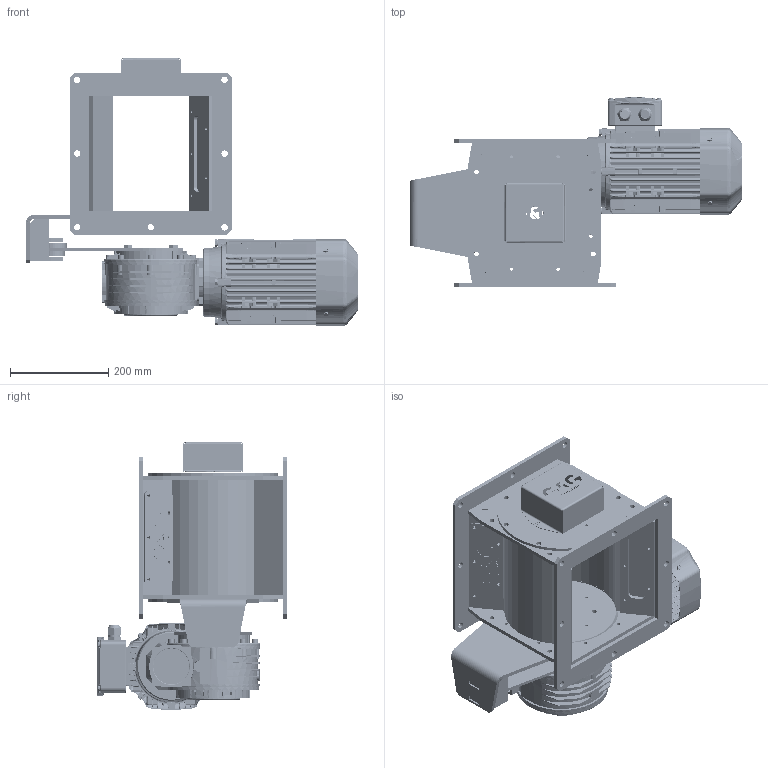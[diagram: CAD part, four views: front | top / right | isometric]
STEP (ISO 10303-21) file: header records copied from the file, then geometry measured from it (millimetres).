
FILE_DESCRIPTION (( 'STEP AP203' ), '1' );
FILE_NAME ('RPHL03.STEP', '2023-11-07T14:08:27', ( '' ), ( '' ), 'SwSTEP 2.0', 'SolidWorks 2022', '' );
FILE_SCHEMA (( 'CONFIG_CONTROL_DESIGN' ));
Length unit declared in the file: millimetre
Products named in the file (26): RP-D001-43 UFC 207 COVER_Výchozí; RP-S188-01 - ANGLE_Výchozí; _P_085_BR_R_90_67,00_C_0_-T_B3_-.3d-1_Výchozí; _P_085_BR_R_90_67,00_C_0_-T_B3_-.3d-2_Výchozí; RP-D000-82 - COVER_Výchozí; RPGG 25-25-HL - EM_NO SENSOR; RP-S101-03 - COLLAR_Výchozí; RP-S188-00 WLDM ANCHOR 25_Výchozí; RP-M004-02 - LOGO COVER_Výchozí; GE3-90S-B14.step_Výchozí; RP-D001-41 - FLANGE_Výchozí; RP-S101-04 - COVER_Výchozí; RP-S188-03 - STRIP 2_Výchozí; _P_085_BR_R_90_67,00_C_0_-T_B3_-.3d_Výchozí; RP-S101-08 FRONT_Výchozí; RP-S101-05 - COVER_Výchozí; RP-S188-02 - STRIP_Výchozí; RP-S101-00 WLDM BODY_OBR; RPHL03; RP-D000-83 - COVER LOGO_Výchozí; RP-S101-01 FLANGE_Výchozí; PERO 10e7 x 8 x 120_Výchozí
Assembly tree (29 placements, depth 4):
  RPHL03
    RPGG 25-25-HL - EM_NO SENSOR
      RP-S101-00 WLDM BODY_OBR
        RP-S101-01 FLANGE_Výchozí  x2
        RP-S101-08 FRONT_Výchozí
        RP-S101-08 FRONT_Výchozí
        RP-S101-03 - COLLAR_Výchozí
        RP-S101-03 - COLLAR_Výchozí
        RP-S101-04 - COVER_Výchozí
        RP-S101-05 - COVER_Výchozí
        RP-S101-05 - COVER_Výchozí
        RP-S101-04 - COVER_Výchozí
      RP-D001-41 - FLANGE_Výchozí  x2
      RP-M004-02 - LOGO COVER_Výchozí  x2
        RP-D000-82 - COVER_Výchozí
        RP-D000-83 - COVER LOGO_Výchozí
      RP-D001-43 UFC 207 COVER_Výchozí
      PERO 10e7 x 8 x 120_Výchozí
      RP-S188-00 WLDM ANCHOR 25_Výchozí
        RP-S188-01 - ANGLE_Výchozí
        RP-S188-02 - STRIP_Výchozí  x2
        RP-S188-03 - STRIP 2_Výchozí
      _P_085_BR_R_90_67,00_C_0_-T_B3_-.3d_Výchozí
        _P_085_BR_R_90_67,00_C_0_-T_B3_-.3d-1_Výchozí
        _P_085_BR_R_90_67,00_C_0_-T_B3_-.3d-2_Výchozí
        GE3-90S-B14.step_Výchozí
Bounding box: 675.5 x 386.04 x 544.26 mm (x, y, z)
Volume: 13394880.1 mm3; surface area: 2258072.7 mm2
Topology: 56 solids, 66 shells, 8132 faces, 21385 edges, 13634 vertices
Faces by surface type: plane 3671, cylinder 2515, bspline 1092, torus 488, cone 345, sphere 21
Entity records: 329687 total; most frequent: CARTESIAN_POINT 142722, ORIENTED_EDGE 41084, DIRECTION 34771, EDGE_CURVE 20542, VERTEX_POINT 13094, AXIS2_PLACEMENT_3D 12270, VECTOR 10231, LINE 10231
